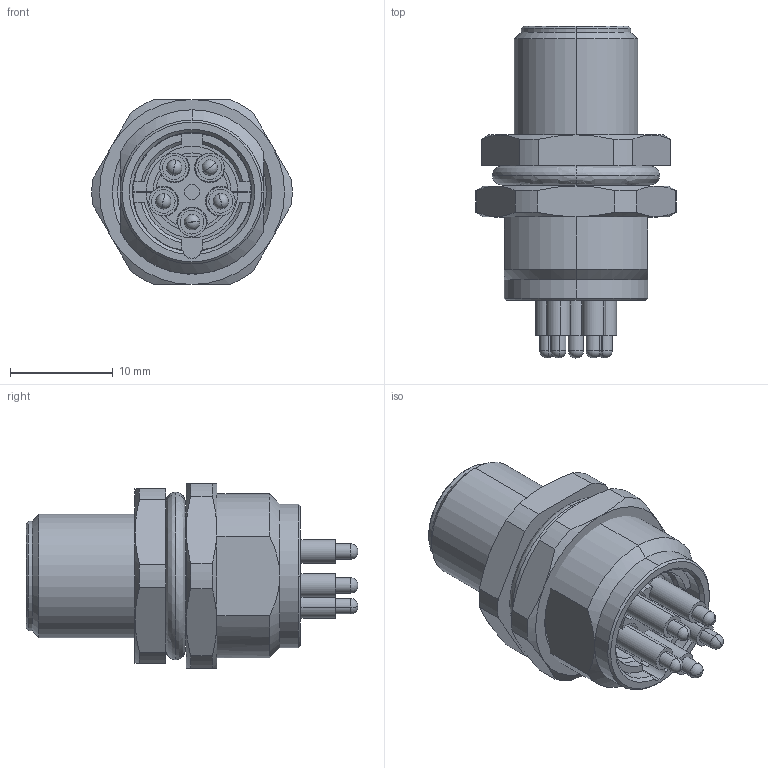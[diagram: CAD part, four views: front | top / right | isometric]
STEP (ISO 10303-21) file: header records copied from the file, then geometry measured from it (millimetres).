
FILE_DESCRIPTION (( 'STEP AP203' ), '1' );
FILE_NAME ('P238.STEP', '2020-05-15T07:58:40', ( 'edpusr' ), ( 'Microsoft' ), 'SwSTEP 2.0', 'SolidWorks 2015', '' );
FILE_SCHEMA (( 'CONFIG_CONTROL_DESIGN' ));
Length unit declared in the file: millimetre
Products named in the file (1): P238
Bounding box: 19.48 x 32.3 x 18 mm (x, y, z)
Volume: 3776 mm3; surface area: 6874.2 mm2
Topology: 11 solids, 11 shells, 500 faces, 1158 edges, 734 vertices
Faces by surface type: cylinder 230, plane 159, cone 86, torus 21, bspline 4
Entity records: 14616 total; most frequent: CARTESIAN_POINT 2745, DIRECTION 2689, ORIENTED_EDGE 2312, EDGE_CURVE 1156, AXIS2_PLACEMENT_3D 1110, VERTEX_POINT 734, CIRCLE 613, EDGE_LOOP 574
